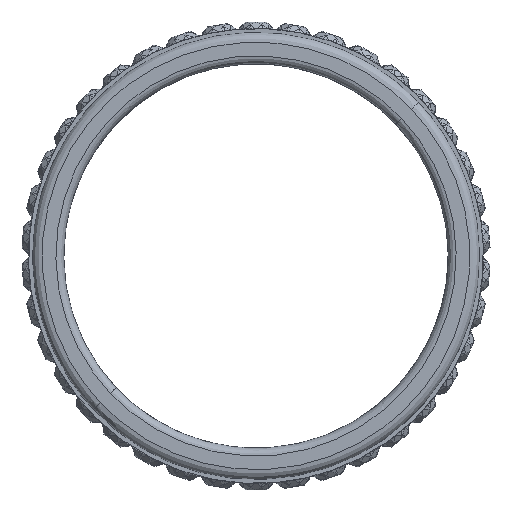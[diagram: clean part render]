
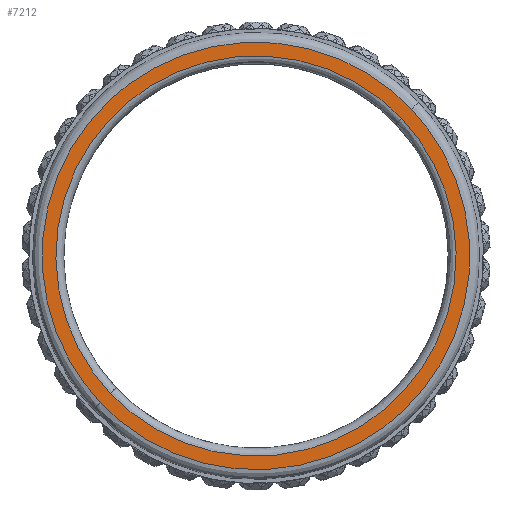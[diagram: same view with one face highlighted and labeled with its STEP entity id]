
A CAD part, top view. The second image highlights one B-rep face of the part: STEP entity #7212.
In plain terms, the highlighted free-form (B-spline) face has degree [1, 1] with [2, 2] control points.
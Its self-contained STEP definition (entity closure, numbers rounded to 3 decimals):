
#7173 = VERTEX_POINT('',#7174);
#7174 = CARTESIAN_POINT('',(8.622,8.134,2.457
    ));
#7182 = VERTEX_POINT('',#7183);
#7183 = CARTESIAN_POINT('',(-8.622,-8.134,
    2.457));
#7189 = EDGE_CURVE('',#7173,#7182,#7190,.T.);
#7190 = ( BOUNDED_CURVE() B_SPLINE_CURVE(2,(#7191,#7192,#7193,#7194,
#7195),.UNSPECIFIED.,.F.,.F.) B_SPLINE_CURVE_WITH_KNOTS((3,2,3),(0.,
1.571,3.142),.PIECEWISE_BEZIER_KNOTS.) CURVE() 
GEOMETRIC_REPRESENTATION_ITEM() RATIONAL_B_SPLINE_CURVE((1.,
0.707,1.,0.707,1.)) REPRESENTATION_ITEM('') );
#7191 = CARTESIAN_POINT('',(8.622,8.134,2.457
    ));
#7192 = CARTESIAN_POINT('',(16.756,-0.487,
    2.457));
#7193 = CARTESIAN_POINT('',(8.134,-8.622,
    2.457));
#7194 = CARTESIAN_POINT('',(-0.487,-16.756,
    2.457));
#7195 = CARTESIAN_POINT('',(-8.622,-8.134,
    2.457));
#7212 = ADVANCED_FACE('',(#7213,#7235),#7246,.T.);
#7213 = FACE_BOUND('',#7214,.F.);
#7214 = EDGE_LOOP('',(#7215,#7227));
#7215 = ORIENTED_EDGE('',*,*,#7216,.F.);
#7216 = EDGE_CURVE('',#7217,#7219,#7221,.T.);
#7217 = VERTEX_POINT('',#7218);
#7218 = CARTESIAN_POINT('',(-9.21,-8.69,
    2.457));
#7219 = VERTEX_POINT('',#7220);
#7220 = CARTESIAN_POINT('',(9.21,8.69,2.457)
  );
#7221 = ( BOUNDED_CURVE() B_SPLINE_CURVE(2,(#7222,#7223,#7224,#7225,
#7226),.UNSPECIFIED.,.F.,.F.) B_SPLINE_CURVE_WITH_KNOTS((3,2,3),(0.,
1.571,3.142),.PIECEWISE_BEZIER_KNOTS.) CURVE() 
GEOMETRIC_REPRESENTATION_ITEM() RATIONAL_B_SPLINE_CURVE((1.,
0.707,1.,0.707,1.)) REPRESENTATION_ITEM('') );
#7222 = CARTESIAN_POINT('',(-9.21,-8.69,
    2.457));
#7223 = CARTESIAN_POINT('',(-0.521,-17.9,
    2.457));
#7224 = CARTESIAN_POINT('',(8.69,-9.21,2.457
    ));
#7225 = CARTESIAN_POINT('',(17.9,-0.521,
    2.457));
#7226 = CARTESIAN_POINT('',(9.21,8.69,2.457)
  );
#7227 = ORIENTED_EDGE('',*,*,#7228,.F.);
#7228 = EDGE_CURVE('',#7219,#7217,#7229,.T.);
#7229 = ( BOUNDED_CURVE() B_SPLINE_CURVE(2,(#7230,#7231,#7232,#7233,
#7234),.UNSPECIFIED.,.F.,.F.) B_SPLINE_CURVE_WITH_KNOTS((3,2,3),(0.,
1.571,3.142),.PIECEWISE_BEZIER_KNOTS.) CURVE() 
GEOMETRIC_REPRESENTATION_ITEM() RATIONAL_B_SPLINE_CURVE((1.,
0.707,1.,0.707,1.)) REPRESENTATION_ITEM('') );
#7230 = CARTESIAN_POINT('',(9.21,8.69,2.457)
  );
#7231 = CARTESIAN_POINT('',(0.521,17.9,
    2.457));
#7232 = CARTESIAN_POINT('',(-8.69,9.21,2.457
    ));
#7233 = CARTESIAN_POINT('',(-17.9,0.521,
    2.457));
#7234 = CARTESIAN_POINT('',(-9.21,-8.69,
    2.457));
#7235 = FACE_BOUND('',#7236,.F.);
#7236 = EDGE_LOOP('',(#7237,#7245));
#7237 = ORIENTED_EDGE('',*,*,#7238,.F.);
#7238 = EDGE_CURVE('',#7182,#7173,#7239,.T.);
#7239 = ( BOUNDED_CURVE() B_SPLINE_CURVE(2,(#7240,#7241,#7242,#7243,
#7244),.UNSPECIFIED.,.F.,.F.) B_SPLINE_CURVE_WITH_KNOTS((3,2,3),(0.,
1.571,3.142),.PIECEWISE_BEZIER_KNOTS.) CURVE() 
GEOMETRIC_REPRESENTATION_ITEM() RATIONAL_B_SPLINE_CURVE((1.,
0.707,1.,0.707,1.)) REPRESENTATION_ITEM('') );
#7240 = CARTESIAN_POINT('',(-8.622,-8.134,
    2.457));
#7241 = CARTESIAN_POINT('',(-16.756,0.487,
    2.457));
#7242 = CARTESIAN_POINT('',(-8.134,8.622,
    2.457));
#7243 = CARTESIAN_POINT('',(0.487,16.756,
    2.457));
#7244 = CARTESIAN_POINT('',(8.622,8.134,2.457
    ));
#7245 = ORIENTED_EDGE('',*,*,#7189,.F.);
#7246 = B_SPLINE_SURFACE_WITH_KNOTS('',1,1,(
    (#7247,#7248)
    ,(#7249,#7250
  )),.UNSPECIFIED.,.F.,.F.,.F.,(2,2),(2,2),(-10.95,10.95),(-10.95,10.95)
  ,.PIECEWISE_BEZIER_KNOTS.);
#7247 = CARTESIAN_POINT('',(-0.521,-17.9,
    2.457));
#7248 = CARTESIAN_POINT('',(-17.9,0.521,
    2.457));
#7249 = CARTESIAN_POINT('',(17.9,-0.521,
    2.457));
#7250 = CARTESIAN_POINT('',(0.521,17.9,
    2.457));
